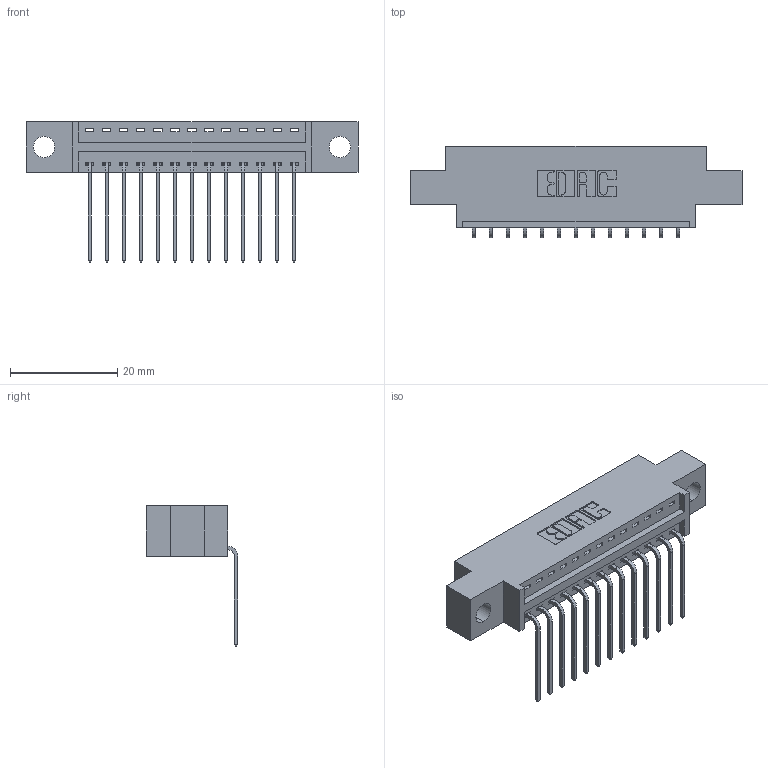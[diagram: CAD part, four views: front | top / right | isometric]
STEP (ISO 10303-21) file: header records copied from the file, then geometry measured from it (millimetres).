
FILE_DESCRIPTION (( 'STEP AP203' ), '1' );
FILE_NAME ('346-013-559-604.STEP', '2022-05-05T05:21:35', ( '' ), ( '' ), 'SwSTEP 2.0', 'SolidWorks 2020', '' );
FILE_SCHEMA (( 'CONFIG_CONTROL_DESIGN' ));
Length unit declared in the file: inch
Products named in the file (3): 345-292-001_558 559 Tail - 1; 346-013-559-604; 346 Part_0.170 Offset - 0.156 Dia-TH
Assembly tree (14 placements, depth 2):
  346-013-559-604
    346 Part_0.170 Offset - 0.156 Dia-TH
    345-292-001_558 559 Tail - 1  x13
Bounding box: 61.85 x 17.08 x 26.16 mm (x, y, z)
Volume: 5503.3 mm3; surface area: 6821.4 mm2
Topology: 14 solids, 14 shells, 920 faces, 2743 edges, 1810 vertices
Faces by surface type: plane 640, cylinder 280
Entity records: 12607 total; most frequent: CARTESIAN_POINT 2181, ORIENTED_EDGE 2126, DIRECTION 1957, EDGE_CURVE 1063, VECTOR 879, LINE 879, VERTEX_POINT 706, AXIS2_PLACEMENT_3D 539
